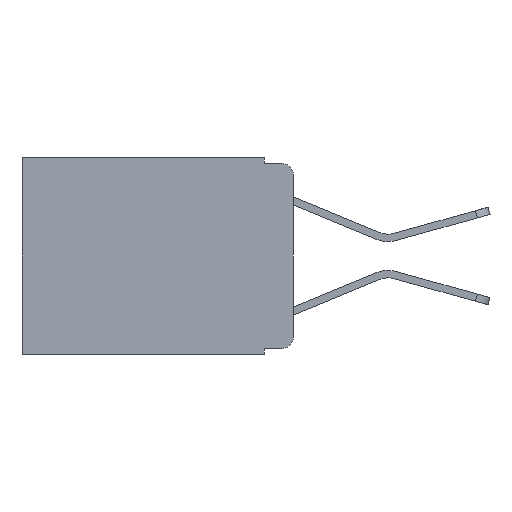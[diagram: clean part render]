
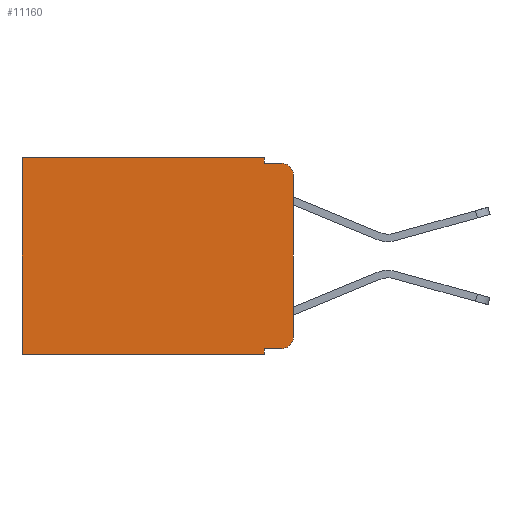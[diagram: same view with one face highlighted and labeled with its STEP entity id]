
A CAD part, left-side view. The second image highlights one B-rep face of the part: STEP entity #11160.
In plain terms, the highlighted planar face has unit normal (-1, 0, 0).
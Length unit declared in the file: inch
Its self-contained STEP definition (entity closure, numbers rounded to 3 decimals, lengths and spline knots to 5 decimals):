
#403 = EDGE_CURVE ( 'NONE', #3607, #3998, #6403, .T. ) ;
#604 = EDGE_CURVE ( 'NONE', #4830, #5221, #1297, .T. ) ;
#942 = VECTOR ( 'NONE', #5469, 39.37008 ) ;
#1033 = ORIENTED_EDGE ( 'NONE', *, *, #5120, .F. ) ;
#1222 = CARTESIAN_POINT ( 'NONE',  ( 0.298, 0.051, -0.01 ) ) ;
#1297 = LINE ( 'NONE', #12433, #942 ) ;
#1380 = ORIENTED_EDGE ( 'NONE', *, *, #4672, .F. ) ;
#1659 = VERTEX_POINT ( 'NONE', #12347 ) ;
#1734 = ORIENTED_EDGE ( 'NONE', *, *, #11194, .F. ) ;
#1790 = CARTESIAN_POINT ( 'NONE',  ( 0.298, 0.02, -0.313 ) ) ;
#2118 = EDGE_CURVE ( 'NONE', #11174, #1659, #5663, .T. ) ;
#3098 = CARTESIAN_POINT ( 'NONE',  ( 0.298, 0.02, -0.01 ) ) ;
#3237 = CARTESIAN_POINT ( 'NONE',  ( 0.298, 0.02, -0.333 ) ) ;
#3489 = DIRECTION ( 'NONE',  ( 0., 0., -1. ) ) ;
#3607 = VERTEX_POINT ( 'NONE', #11872 ) ;
#3924 = CARTESIAN_POINT ( 'NONE',  ( 0.298, 0.051, -0.343 ) ) ;
#3962 = LINE ( 'NONE', #8867, #11491 ) ;
#3998 = VERTEX_POINT ( 'NONE', #3924 ) ;
#4193 = CARTESIAN_POINT ( 'NONE',  ( 0.298, 0.051, 0. ) ) ;
#4332 = CARTESIAN_POINT ( 'NONE',  ( 0.298, 0., -0.343 ) ) ;
#4549 = ORIENTED_EDGE ( 'NONE', *, *, #403, .F. ) ;
#4672 = EDGE_CURVE ( 'NONE', #6641, #6338, #6678, .T. ) ;
#4749 = EDGE_CURVE ( 'NONE', #5197, #6641, #13024, .T. ) ;
#4830 = VERTEX_POINT ( 'NONE', #6333 ) ;
#4843 = VERTEX_POINT ( 'NONE', #6382 ) ;
#5103 = CARTESIAN_POINT ( 'NONE',  ( 0.298, 0., 0. ) ) ;
#5120 = EDGE_CURVE ( 'NONE', #4843, #1659, #3962, .T. ) ;
#5197 = VERTEX_POINT ( 'NONE', #9276 ) ;
#5221 = VERTEX_POINT ( 'NONE', #9813 ) ;
#5261 = LINE ( 'NONE', #5103, #10191 ) ;
#5302 = DIRECTION ( 'NONE',  ( 1., 0., 0. ) ) ;
#5469 = DIRECTION ( 'NONE',  ( 0., 0., -1. ) ) ;
#5601 = CIRCLE ( 'NONE', #11805, 0.02 ) ;
#5663 = CIRCLE ( 'NONE', #9161, 0.02 ) ;
#5695 = EDGE_CURVE ( 'NONE', #5197, #4830, #5261, .T. ) ;
#5890 = VECTOR ( 'NONE', #11371, 39.37008 ) ;
#5927 = DIRECTION ( 'NONE',  ( 0., 0., -1. ) ) ;
#5968 = CARTESIAN_POINT ( 'NONE',  ( 0.298, 0.02, -0.03 ) ) ;
#6217 = CARTESIAN_POINT ( 'NONE',  ( 0.298, 0.051, 0. ) ) ;
#6333 = CARTESIAN_POINT ( 'NONE',  ( 0.298, 0.473, 0. ) ) ;
#6338 = VERTEX_POINT ( 'NONE', #3098 ) ;
#6382 = CARTESIAN_POINT ( 'NONE',  ( 0.298, 0., -0.03 ) ) ;
#6403 = LINE ( 'NONE', #4193, #11532 ) ;
#6641 = VERTEX_POINT ( 'NONE', #1222 ) ;
#6678 = LINE ( 'NONE', #12406, #8731 ) ;
#6956 = ORIENTED_EDGE ( 'NONE', *, *, #4749, .F. ) ;
#6972 = DIRECTION ( 'NONE',  ( 0., 0., -1. ) ) ;
#7186 = AXIS2_PLACEMENT_3D ( 'NONE', #11159, #5302, #12043 ) ;
#7594 = ORIENTED_EDGE ( 'NONE', *, *, #2118, .T. ) ;
#8089 = DIRECTION ( 'NONE',  ( 0., 1., 0. ) ) ;
#8134 = VECTOR ( 'NONE', #5927, 39.37008 ) ;
#8343 = EDGE_LOOP ( 'NONE', ( #1033, #11737, #1380, #6956, #9541, #12005, #1734, #4549, #12271, #7594 ) ) ;
#8731 = VECTOR ( 'NONE', #11985, 39.37008 ) ;
#8775 = DIRECTION ( 'NONE',  ( 0., 0., -1. ) ) ;
#8846 = LINE ( 'NONE', #10446, #5890 ) ;
#8848 = DIRECTION ( 'NONE',  ( -1., 0., 0. ) ) ;
#8867 = CARTESIAN_POINT ( 'NONE',  ( 0.298, 0., 0. ) ) ;
#9161 = AXIS2_PLACEMENT_3D ( 'NONE', #1790, #8848, #8775 ) ;
#9276 = CARTESIAN_POINT ( 'NONE',  ( 0.298, 0.051, 0. ) ) ;
#9430 = VECTOR ( 'NONE', #10283, 39.37008 ) ;
#9541 = ORIENTED_EDGE ( 'NONE', *, *, #5695, .T. ) ;
#9587 = EDGE_CURVE ( 'NONE', #4843, #6338, #5601, .T. ) ;
#9813 = CARTESIAN_POINT ( 'NONE',  ( 0.298, 0.473, -0.343 ) ) ;
#10191 = VECTOR ( 'NONE', #8089, 39.37008 ) ;
#10283 = DIRECTION ( 'NONE',  ( 0., 1., 0. ) ) ;
#10446 = CARTESIAN_POINT ( 'NONE',  ( 0.298, 0.051, -0.333 ) ) ;
#11125 = PLANE ( 'NONE',  #7186 ) ;
#11159 = CARTESIAN_POINT ( 'NONE',  ( 0.298, 0., 0. ) ) ;
#11160 = ADVANCED_FACE ( 'NONE', ( #12471 ), #11125, .F. ) ;
#11174 = VERTEX_POINT ( 'NONE', #3237 ) ;
#11194 = EDGE_CURVE ( 'NONE', #3998, #5221, #11909, .T. ) ;
#11371 = DIRECTION ( 'NONE',  ( 0., -1., 0. ) ) ;
#11491 = VECTOR ( 'NONE', #3489, 39.37008 ) ;
#11532 = VECTOR ( 'NONE', #12809, 39.37008 ) ;
#11737 = ORIENTED_EDGE ( 'NONE', *, *, #9587, .T. ) ;
#11805 = AXIS2_PLACEMENT_3D ( 'NONE', #5968, #12618, #6972 ) ;
#11872 = CARTESIAN_POINT ( 'NONE',  ( 0.298, 0.051, -0.333 ) ) ;
#11909 = LINE ( 'NONE', #4332, #9430 ) ;
#11985 = DIRECTION ( 'NONE',  ( 0., -1., 0. ) ) ;
#12005 = ORIENTED_EDGE ( 'NONE', *, *, #604, .T. ) ;
#12043 = DIRECTION ( 'NONE',  ( 0., 0., -1. ) ) ;
#12271 = ORIENTED_EDGE ( 'NONE', *, *, #12887, .T. ) ;
#12347 = CARTESIAN_POINT ( 'NONE',  ( 0.298, 0., -0.313 ) ) ;
#12406 = CARTESIAN_POINT ( 'NONE',  ( 0.298, 0.051, -0.01 ) ) ;
#12433 = CARTESIAN_POINT ( 'NONE',  ( 0.298, 0.473, 0. ) ) ;
#12471 = FACE_OUTER_BOUND ( 'NONE', #8343, .T. ) ;
#12618 = DIRECTION ( 'NONE',  ( -1., 0., 0. ) ) ;
#12809 = DIRECTION ( 'NONE',  ( 0., 0., -1. ) ) ;
#12887 = EDGE_CURVE ( 'NONE', #3607, #11174, #8846, .T. ) ;
#13024 = LINE ( 'NONE', #6217, #8134 ) ;
